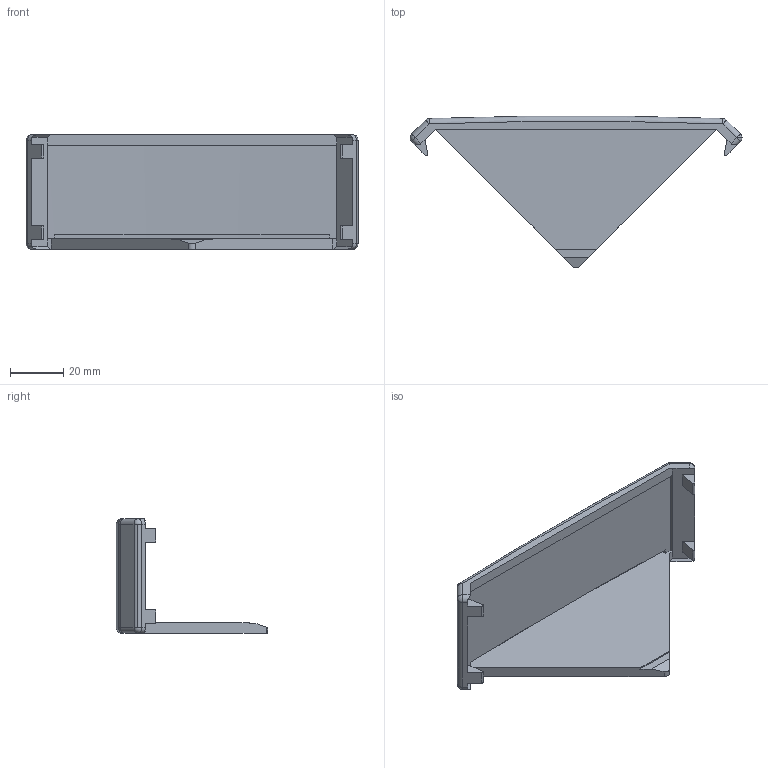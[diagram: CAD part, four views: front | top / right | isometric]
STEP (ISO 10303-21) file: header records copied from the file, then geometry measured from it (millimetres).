
FILE_DESCRIPTION((''),'2;1');
FILE_NAME('11086_POKROV_KOTNIKA_45X90','2022-09-16T13:33:45',('PredragRovcanin'),('Audax d.o.o.'),'CREO PARAMETRIC BY PTC INC, 2020281','CREO PARAMETRIC BY PTC INC, 2020281','');
FILE_SCHEMA(('AUTOMOTIVE_DESIGN { 1 0 10303 214 1 1 1 1 }'));
Length unit declared in the file: millimetre
Products named in the file (1): 11086_POKROV_KOTNIKA_45X90
Bounding box: 124.6 x 56.81 x 43 mm (x, y, z)
Volume: 29845.5 mm3; surface area: 19106.3 mm2
Topology: 1 solids, 1 shells, 74 faces, 196 edges, 114 vertices
Faces by surface type: plane 39, cylinder 23, sphere 10, torus 2
Entity records: 3236 total; most frequent: CARTESIAN_POINT 403, DIRECTION 384, ORIENTED_EDGE 372, COLOUR_RGB 320, PRESENTATION_STYLE_ASSIGNMENT 188, STYLED_ITEM 188, CURVE_STYLE 187, EDGE_CURVE 186
